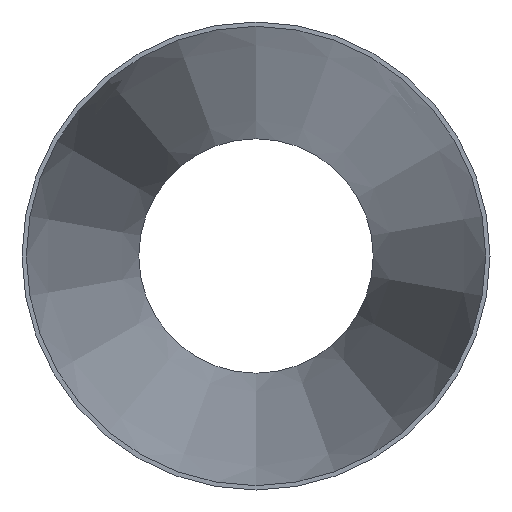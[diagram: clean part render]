
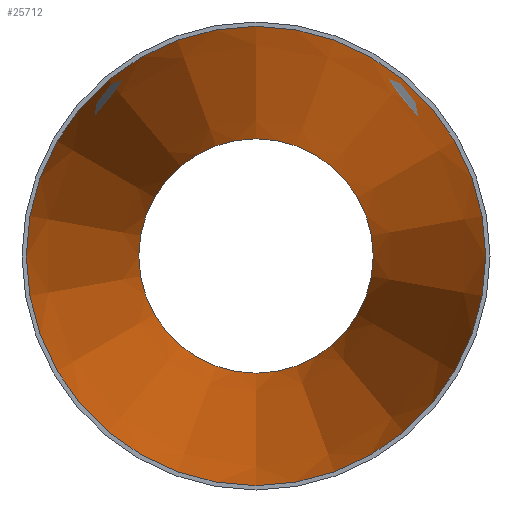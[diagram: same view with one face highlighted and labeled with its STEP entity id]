
A CAD part, front view. The second image highlights one B-rep face of the part: STEP entity #25712.
In plain terms, the highlighted conical face has half-angle 7.388 degrees and reference radius 158.925 mm.
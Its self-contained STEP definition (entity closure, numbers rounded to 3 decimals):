
#4436 = EDGE_LOOP ( 'NONE', ( #35089 ) ) ;
#9195 = VERTEX_POINT ( 'NONE', #53179 ) ;
#9306 = CIRCLE ( 'NONE', #28577, 81.125 ) ;
#12197 = CARTESIAN_POINT ( 'NONE',  ( 0., 0., 0. ) ) ;
#16026 = CIRCLE ( 'NONE', #44506, 158.925 ) ;
#16738 = CARTESIAN_POINT ( 'NONE',  ( 0., 0., 0. ) ) ;
#18554 = EDGE_CURVE ( 'NONE', #21876, #21876, #16026, .T. ) ;
#21536 = EDGE_LOOP ( 'NONE', ( #39567 ) ) ;
#21876 = VERTEX_POINT ( 'NONE', #35656 ) ;
#25682 = FACE_BOUND ( 'NONE', #4436, .T. ) ;
#25712 = ADVANCED_FACE ( 'NONE', ( #25682, #52116 ), #43779, .F. ) ;
#28577 = AXIS2_PLACEMENT_3D ( 'NONE', #32644, #50199, #55032 ) ;
#32644 = CARTESIAN_POINT ( 'NONE',  ( 0., 600., 0. ) ) ;
#34405 = EDGE_CURVE ( 'NONE', #9195, #9195, #9306, .T. ) ;
#35089 = ORIENTED_EDGE ( 'NONE', *, *, #34405, .F. ) ;
#35656 = CARTESIAN_POINT ( 'NONE',  ( 0., 0., -158.925 ) ) ;
#39188 = DIRECTION ( 'NONE',  ( 0., 0., -1. ) ) ;
#39567 = ORIENTED_EDGE ( 'NONE', *, *, #18554, .T. ) ;
#43221 = DIRECTION ( 'NONE',  ( 0., -1., 0. ) ) ;
#43779 = CONICAL_SURFACE ( 'NONE', #55649, 158.925, 0.129 ) ;
#44506 = AXIS2_PLACEMENT_3D ( 'NONE', #12197, #48679, #53544 ) ;
#48679 = DIRECTION ( 'NONE',  ( 0., -1., 0. ) ) ;
#50199 = DIRECTION ( 'NONE',  ( 0., -1., 0. ) ) ;
#52116 = FACE_OUTER_BOUND ( 'NONE', #21536, .T. ) ;
#53179 = CARTESIAN_POINT ( 'NONE',  ( 0., 600., -81.125 ) ) ;
#53544 = DIRECTION ( 'NONE',  ( 0., 0., -1. ) ) ;
#55032 = DIRECTION ( 'NONE',  ( 0., 0., -1. ) ) ;
#55649 = AXIS2_PLACEMENT_3D ( 'NONE', #16738, #43221, #39188 ) ;
